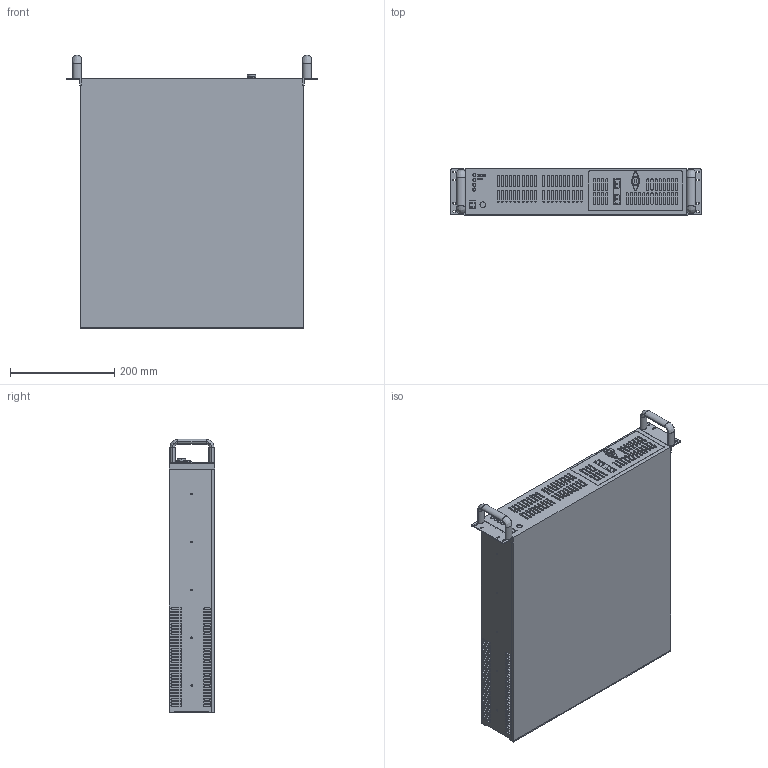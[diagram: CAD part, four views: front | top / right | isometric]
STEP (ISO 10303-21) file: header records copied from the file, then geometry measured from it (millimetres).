
FILE_DESCRIPTION (( 'STEP AP203' ), '1' );
FILE_NAME ('ACP-2320MB.STEP', '2007-05-29T22:16:17', ( 'Anderson Professional Modeling' ), ( 'Anderson Professional Modeling' ), 'SwSTEP 2.0', 'SolidWorks 2007', '' );
FILE_SCHEMA (( 'CONFIG_CONTROL_DESIGN' ));
Products named in the file (1): ACP-2320MB
Bounding box: 482 x 88.4 x 525.5 mm (x, y, z)
Volume: 17916104.9 mm3; surface area: 639006.9 mm2
Topology: 1 solids, 3 shells, 1789 faces, 4396 edges, 2912 vertices
Faces by surface type: plane 1007, cylinder 707, bspline 57, torus 10, cone 8
Entity records: 55426 total; most frequent: CARTESIAN_POINT 11859, DIRECTION 9221, ORIENTED_EDGE 8784, EDGE_CURVE 4392, AXIS2_PLACEMENT_3D 3194, VERTEX_POINT 2912, VECTOR 2833, LINE 2833
